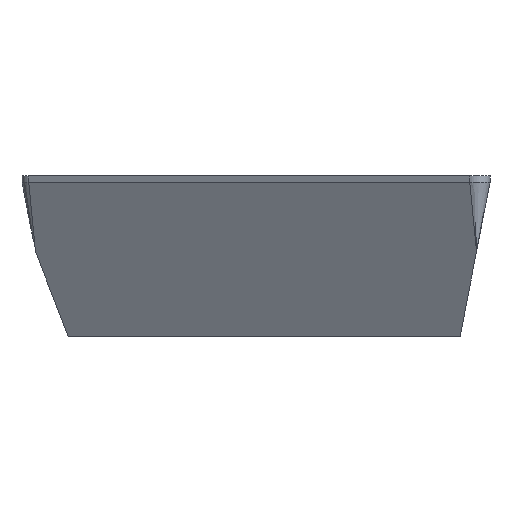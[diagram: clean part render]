
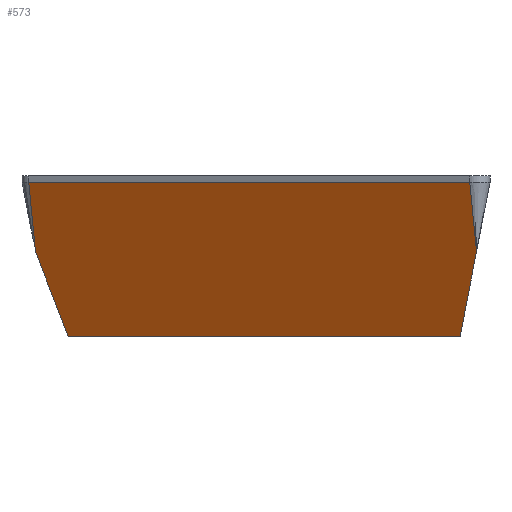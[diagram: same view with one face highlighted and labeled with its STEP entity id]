
A CAD part, left-side view. The second image highlights one B-rep face of the part: STEP entity #573.
In plain terms, the highlighted planar face has unit normal (-0.85, 0.491, -0.191).
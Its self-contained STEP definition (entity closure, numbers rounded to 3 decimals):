
#81=DIRECTION('',(-0.5,-0.866,0.));
#82=VECTOR('',#81,7.552);
#83=CARTESIAN_POINT('',(-0.173,4.46,-0.1));
#84=LINE('',#83,#82);
#110=DIRECTION('',(-0.165,0.095,0.982));
#111=VECTOR('',#110,1.048);
#112=CARTESIAN_POINT('',(-3.776,-2.18,-1.129));
#113=LINE('',#112,#111);
#117=DIRECTION('',(0.314,0.181,-0.932));
#118=VECTOR('',#117,1.342);
#119=CARTESIAN_POINT('',(-3.776,-2.18,-1.129));
#120=LINE('',#119,#118);
#145=DIRECTION('',(0.5,0.866,0.));
#146=VECTOR('',#145,6.709);
#147=CARTESIAN_POINT('',(-3.355,-1.937,-2.38));
#148=LINE('',#147,#146);
#254=DIRECTION('',(-0.165,0.095,0.982));
#255=VECTOR('',#254,1.048);
#256=CARTESIAN_POINT('',(0.,4.36,-1.129));
#257=LINE('',#256,#255);
#261=DIRECTION('',(0.,-0.362,-0.932));
#262=VECTOR('',#261,1.342);
#263=CARTESIAN_POINT('',(0.,4.36,-1.129));
#264=LINE('',#263,#262);
#340=CARTESIAN_POINT('',(-0.173,4.46,-0.1));
#341=VERTEX_POINT('',#340);
#344=CARTESIAN_POINT('',(-3.949,-2.08,-0.1));
#345=VERTEX_POINT('',#344);
#348=CARTESIAN_POINT('',(0.,4.36,-1.129));
#349=VERTEX_POINT('',#348);
#352=CARTESIAN_POINT('',(-3.776,-2.18,-1.129));
#353=VERTEX_POINT('',#352);
#354=CARTESIAN_POINT('',(0.,3.874,-2.38));
#356=VERTEX_POINT('',#354);
#358=CARTESIAN_POINT('',(-3.355,-1.937,-2.38));
#359=VERTEX_POINT('',#358);
#560=CARTESIAN_POINT('',(-0.173,4.46,-0.1));
#561=DIRECTION('',(-0.85,0.491,-0.191));
#562=DIRECTION('',(-0.5,-0.866,0.));
#563=AXIS2_PLACEMENT_3D('',#560,#561,#562);
#564=PLANE('',#563);
#565=ORIENTED_EDGE('',*,*,#553,.T.);
#566=ORIENTED_EDGE('',*,*,#393,.T.);
#567=ORIENTED_EDGE('',*,*,#423,.F.);
#568=ORIENTED_EDGE('',*,*,#435,.T.);
#569=ORIENTED_EDGE('',*,*,#454,.T.);
#570=ORIENTED_EDGE('',*,*,#479,.F.);
#571=EDGE_LOOP('',(#565,#566,#567,#568,#569,#570));
#572=FACE_OUTER_BOUND('',#571,.F.);
#393=EDGE_CURVE('',#341,#345,#84,.T.);
#423=EDGE_CURVE('',#353,#345,#113,.T.);
#435=EDGE_CURVE('',#353,#359,#120,.T.);
#454=EDGE_CURVE('',#359,#356,#148,.T.);
#479=EDGE_CURVE('',#349,#356,#264,.T.);
#553=EDGE_CURVE('',#349,#341,#257,.T.);
#573=ADVANCED_FACE('',(#572),#564,.T.);
